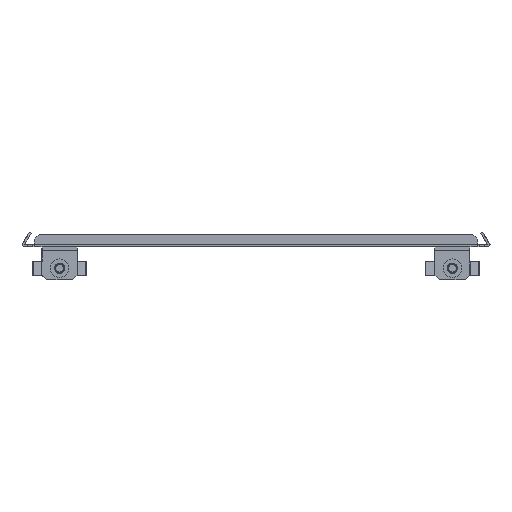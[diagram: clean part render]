
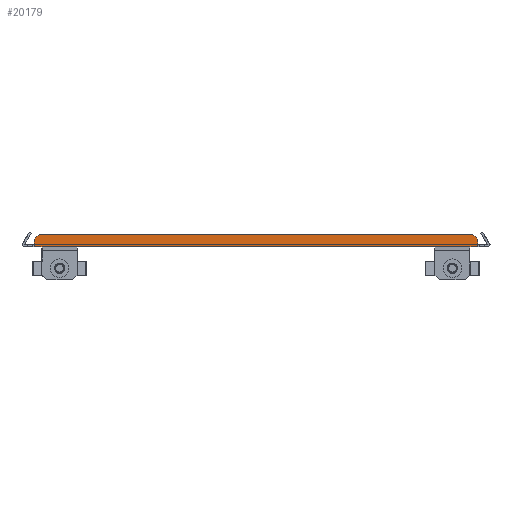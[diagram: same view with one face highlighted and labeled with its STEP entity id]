
A CAD part, left-side view. The second image highlights one B-rep face of the part: STEP entity #20179.
In plain terms, the highlighted planar face has unit normal (-1, 0, 0).
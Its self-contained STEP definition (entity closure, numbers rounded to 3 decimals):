
#128 = FACE_OUTER_BOUND ( 'NONE', #2002, .T. ) ;
#362 = DIRECTION ( 'NONE',  ( 0., -1., 0. ) ) ;
#544 = LINE ( 'NONE', #16757, #11887 ) ;
#646 = LINE ( 'NONE', #11407, #25738 ) ;
#711 = LINE ( 'NONE', #27307, #16811 ) ;
#1057 = DIRECTION ( 'NONE',  ( 0., 0., 1. ) ) ;
#1127 = CARTESIAN_POINT ( 'NONE',  ( 1., -136.25, -1.5 ) ) ;
#1224 = ORIENTED_EDGE ( 'NONE', *, *, #4462, .T. ) ;
#1291 = CARTESIAN_POINT ( 'NONE',  ( 1., 1.647, 6.5 ) ) ;
#1836 = DIRECTION ( 'NONE',  ( 0., -1., 0. ) ) ;
#2002 = EDGE_LOOP ( 'NONE', ( #28636, #2427, #9659, #22021, #32351, #1224, #20055, #2606, #9345, #23590, #5495, #4840 ) ) ;
#2305 = VECTOR ( 'NONE', #11576, 1000. ) ;
#2427 = ORIENTED_EDGE ( 'NONE', *, *, #11776, .T. ) ;
#2606 = ORIENTED_EDGE ( 'NONE', *, *, #23771, .F. ) ;
#2807 = VERTEX_POINT ( 'NONE', #5433 ) ;
#3224 = DIRECTION ( 'NONE',  ( 0., 0., -1. ) ) ;
#3721 = CARTESIAN_POINT ( 'NONE',  ( 1., 4.647, 1. ) ) ;
#4238 = DIRECTION ( 'NONE',  ( 0., -1., 0. ) ) ;
#4462 = EDGE_CURVE ( 'NONE', #5631, #30849, #26249, .T. ) ;
#4840 = ORIENTED_EDGE ( 'NONE', *, *, #7481, .T. ) ;
#5433 = CARTESIAN_POINT ( 'NONE',  ( 1., -22.5, -1.5 ) ) ;
#5495 = ORIENTED_EDGE ( 'NONE', *, *, #26666, .T. ) ;
#5533 = VERTEX_POINT ( 'NONE', #3721 ) ;
#5631 = VERTEX_POINT ( 'NONE', #10557 ) ;
#5664 = DIRECTION ( 'NONE',  ( 0., -1., 0. ) ) ;
#6496 = EDGE_CURVE ( 'NONE', #30849, #9785, #8309, .T. ) ;
#6583 = LINE ( 'NONE', #14011, #16763 ) ;
#7056 = CARTESIAN_POINT ( 'NONE',  ( 1., -0.155, -1.5 ) ) ;
#7094 = AXIS2_PLACEMENT_3D ( 'NONE', #1127, #29708, #32186 ) ;
#7481 = EDGE_CURVE ( 'NONE', #11526, #28476, #19331, .T. ) ;
#8309 = LINE ( 'NONE', #19243, #29402 ) ;
#8829 = DIRECTION ( 'NONE',  ( 0., 0., -1. ) ) ;
#8884 = CARTESIAN_POINT ( 'NONE',  ( 1., -136.25, 6.5 ) ) ;
#9116 = DIRECTION ( 'NONE',  ( 0., -1., 0. ) ) ;
#9345 = ORIENTED_EDGE ( 'NONE', *, *, #14985, .T. ) ;
#9559 = CARTESIAN_POINT ( 'NONE',  ( 1., -274.147, 6.5 ) ) ;
#9659 = ORIENTED_EDGE ( 'NONE', *, *, #21879, .T. ) ;
#9785 = VERTEX_POINT ( 'NONE', #27401 ) ;
#10385 = CARTESIAN_POINT ( 'NONE',  ( 1., -209.199, 71.449 ) ) ;
#10557 = CARTESIAN_POINT ( 'NONE',  ( 1., -250., -1.5 ) ) ;
#11285 = LINE ( 'NONE', #32780, #15287 ) ;
#11394 = CARTESIAN_POINT ( 'NONE',  ( 1., -277.147, 3.5 ) ) ;
#11407 = CARTESIAN_POINT ( 'NONE',  ( 1., -136.25, -1.5 ) ) ;
#11526 = VERTEX_POINT ( 'NONE', #1291 ) ;
#11576 = DIRECTION ( 'NONE',  ( 0., 0.707, -0.707 ) ) ;
#11776 = EDGE_CURVE ( 'NONE', #5533, #33115, #544, .T. ) ;
#11887 = VECTOR ( 'NONE', #8829, 1000. ) ;
#12747 = CARTESIAN_POINT ( 'NONE',  ( 1., -136.25, -1.5 ) ) ;
#12860 = DIRECTION ( 'NONE',  ( 0., 0.707, 0.707 ) ) ;
#13075 = EDGE_CURVE ( 'NONE', #2807, #5631, #16764, .T. ) ;
#14011 = CARTESIAN_POINT ( 'NONE',  ( 1., 4.647, -1.5 ) ) ;
#14762 = CARTESIAN_POINT ( 'NONE',  ( 1., -272.345, -1.5 ) ) ;
#14985 = EDGE_CURVE ( 'NONE', #16040, #16696, #11285, .T. ) ;
#15287 = VECTOR ( 'NONE', #1057, 1000. ) ;
#15816 = VECTOR ( 'NONE', #4238, 1000. ) ;
#16036 = EDGE_CURVE ( 'NONE', #16696, #20711, #26734, .T. ) ;
#16040 = VERTEX_POINT ( 'NONE', #21107 ) ;
#16696 = VERTEX_POINT ( 'NONE', #11394 ) ;
#16757 = CARTESIAN_POINT ( 'NONE',  ( 1., 4.647, 1. ) ) ;
#16763 = VECTOR ( 'NONE', #3224, 1000. ) ;
#16764 = LINE ( 'NONE', #32424, #28193 ) ;
#16811 = VECTOR ( 'NONE', #32940, 1000. ) ;
#16818 = LINE ( 'NONE', #8884, #23495 ) ;
#17473 = CARTESIAN_POINT ( 'NONE',  ( 1., 4.647, 3.5 ) ) ;
#17650 = CARTESIAN_POINT ( 'NONE',  ( 1., -136.25, -1.5 ) ) ;
#18462 = VECTOR ( 'NONE', #1836, 1000. ) ;
#19159 = PLANE ( 'NONE',  #7094 ) ;
#19243 = CARTESIAN_POINT ( 'NONE',  ( 1., -136.25, -1.5 ) ) ;
#19331 = LINE ( 'NONE', #29894, #2305 ) ;
#19448 = VERTEX_POINT ( 'NONE', #7056 ) ;
#20055 = ORIENTED_EDGE ( 'NONE', *, *, #6496, .T. ) ;
#20179 = ADVANCED_FACE ( 'NONE', ( #128 ), #19159, .F. ) ;
#20711 = VERTEX_POINT ( 'NONE', #9559 ) ;
#21107 = CARTESIAN_POINT ( 'NONE',  ( 1., -277.147, 1. ) ) ;
#21879 = EDGE_CURVE ( 'NONE', #33115, #19448, #25959, .T. ) ;
#22021 = ORIENTED_EDGE ( 'NONE', *, *, #29510, .T. ) ;
#23495 = VECTOR ( 'NONE', #28078, 1000. ) ;
#23590 = ORIENTED_EDGE ( 'NONE', *, *, #16036, .T. ) ;
#23771 = EDGE_CURVE ( 'NONE', #16040, #9785, #711, .T. ) ;
#25738 = VECTOR ( 'NONE', #9116, 1000. ) ;
#25959 = LINE ( 'NONE', #12747, #18462 ) ;
#26249 = LINE ( 'NONE', #17650, #15816 ) ;
#26666 = EDGE_CURVE ( 'NONE', #20711, #11526, #16818, .T. ) ;
#26734 = LINE ( 'NONE', #10385, #31661 ) ;
#26762 = EDGE_CURVE ( 'NONE', #28476, #5533, #6583, .T. ) ;
#27307 = CARTESIAN_POINT ( 'NONE',  ( 1., -277.147, -1.5 ) ) ;
#27401 = CARTESIAN_POINT ( 'NONE',  ( 1., -277.147, -1.5 ) ) ;
#28078 = DIRECTION ( 'NONE',  ( 0., 1., 0. ) ) ;
#28193 = VECTOR ( 'NONE', #362, 1000. ) ;
#28476 = VERTEX_POINT ( 'NONE', #17473 ) ;
#28524 = CARTESIAN_POINT ( 'NONE',  ( 1., 4.647, -1.5 ) ) ;
#28636 = ORIENTED_EDGE ( 'NONE', *, *, #26762, .T. ) ;
#29402 = VECTOR ( 'NONE', #5664, 1000. ) ;
#29510 = EDGE_CURVE ( 'NONE', #19448, #2807, #646, .T. ) ;
#29708 = DIRECTION ( 'NONE',  ( 1., 0., 0. ) ) ;
#29894 = CARTESIAN_POINT ( 'NONE',  ( 1., -63.302, 71.449 ) ) ;
#30849 = VERTEX_POINT ( 'NONE', #14762 ) ;
#31661 = VECTOR ( 'NONE', #12860, 1000. ) ;
#32186 = DIRECTION ( 'NONE',  ( 0., 0., 1. ) ) ;
#32351 = ORIENTED_EDGE ( 'NONE', *, *, #13075, .T. ) ;
#32424 = CARTESIAN_POINT ( 'NONE',  ( 1., -136.25, -1.5 ) ) ;
#32780 = CARTESIAN_POINT ( 'NONE',  ( 1., -277.147, -1.5 ) ) ;
#32940 = DIRECTION ( 'NONE',  ( 0., 0., -1. ) ) ;
#33115 = VERTEX_POINT ( 'NONE', #28524 ) ;
